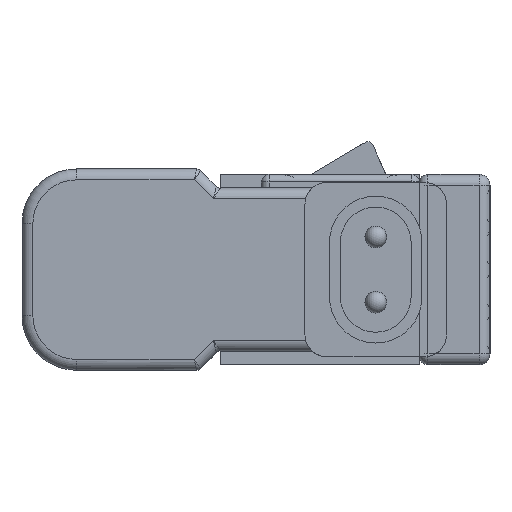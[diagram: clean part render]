
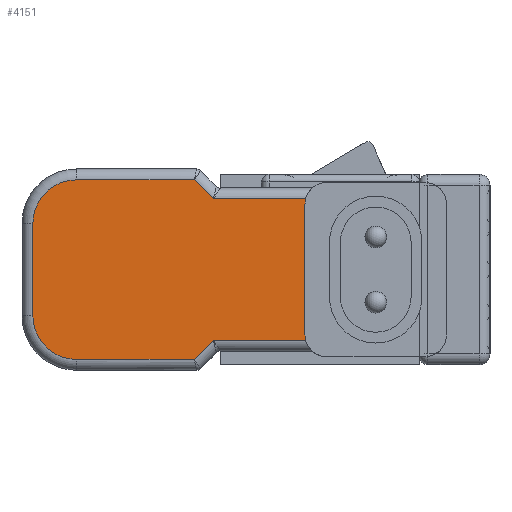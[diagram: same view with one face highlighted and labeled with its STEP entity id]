
A CAD part, left-side view. The second image highlights one B-rep face of the part: STEP entity #4151.
In plain terms, the highlighted planar face has unit normal (-1, 0, 0).
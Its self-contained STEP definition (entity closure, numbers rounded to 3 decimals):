
#175 = DIRECTION ( 'NONE',  ( 0., -0.707, 0.707 ) ) ;
#224 = FACE_OUTER_BOUND ( 'NONE', #7007, .T. ) ;
#292 = AXIS2_PLACEMENT_3D ( 'NONE', #4687, #2603, #7451 ) ;
#357 = LINE ( 'NONE', #3863, #7350 ) ;
#379 = AXIS2_PLACEMENT_3D ( 'NONE', #2384, #7249, #3077 ) ;
#392 = VERTEX_POINT ( 'NONE', #6169 ) ;
#429 = ORIENTED_EDGE ( 'NONE', *, *, #2045, .T. ) ;
#486 = ORIENTED_EDGE ( 'NONE', *, *, #8544, .T. ) ;
#547 = VERTEX_POINT ( 'NONE', #5994 ) ;
#618 = CIRCLE ( 'NONE', #5998, 2. ) ;
#666 = DIRECTION ( 'NONE',  ( 0., 0., -1. ) ) ;
#771 = LINE ( 'NONE', #9006, #4316 ) ;
#811 = EDGE_CURVE ( 'NONE', #3640, #3113, #618, .T. ) ;
#849 = CARTESIAN_POINT ( 'NONE',  ( -182.5, 25.707, -6.793 ) ) ;
#918 = EDGE_CURVE ( 'NONE', #547, #4935, #5345, .T. ) ;
#930 = EDGE_CURVE ( 'NONE', #3016, #547, #7169, .T. ) ;
#962 = VERTEX_POINT ( 'NONE', #2080 ) ;
#1029 = DIRECTION ( 'NONE',  ( 0., -1., 0. ) ) ;
#1089 = DIRECTION ( 'NONE',  ( 0., 1., 0. ) ) ;
#1339 = DIRECTION ( 'NONE',  ( 0., 0., -1. ) ) ;
#1527 = DIRECTION ( 'NONE',  ( 0., 1., 0. ) ) ;
#1566 = CARTESIAN_POINT ( 'NONE',  ( -182.5, 0., 6.5 ) ) ;
#1610 = CARTESIAN_POINT ( 'NONE',  ( -182.5, 42., -4.25 ) ) ;
#1806 = VERTEX_POINT ( 'NONE', #1610 ) ;
#2045 = EDGE_CURVE ( 'NONE', #7004, #392, #7468, .T. ) ;
#2055 = AXIS2_PLACEMENT_3D ( 'NONE', #2411, #2600, #2635 ) ;
#2080 = CARTESIAN_POINT ( 'NONE',  ( -182.5, 38., 8.25 ) ) ;
#2081 = ORIENTED_EDGE ( 'NONE', *, *, #2519, .T. ) ;
#2125 = CARTESIAN_POINT ( 'NONE',  ( -182.5, 42., 4.25 ) ) ;
#2384 = CARTESIAN_POINT ( 'NONE',  ( -182.5, 38., 4.25 ) ) ;
#2411 = CARTESIAN_POINT ( 'NONE',  ( -182.5, 15., 6. ) ) ;
#2519 = EDGE_CURVE ( 'NONE', #4935, #5365, #4984, .T. ) ;
#2600 = DIRECTION ( 'NONE',  ( 1., 0., 0. ) ) ;
#2603 = DIRECTION ( 'NONE',  ( -1., 0., 0. ) ) ;
#2635 = DIRECTION ( 'NONE',  ( 0., 0., 1. ) ) ;
#2651 = EDGE_CURVE ( 'NONE', #392, #3640, #357, .T. ) ;
#2828 = CARTESIAN_POINT ( 'NONE',  ( -182.5, 26.75, -8.25 ) ) ;
#2893 = VERTEX_POINT ( 'NONE', #7572 ) ;
#2908 = CARTESIAN_POINT ( 'NONE',  ( -182.5, 25.414, 6.5 ) ) ;
#2960 = CARTESIAN_POINT ( 'NONE',  ( -182.5, 27.457, 8.543 ) ) ;
#2966 = VERTEX_POINT ( 'NONE', #2125 ) ;
#2988 = EDGE_CURVE ( 'NONE', #2893, #7004, #8392, .T. ) ;
#3016 = VERTEX_POINT ( 'NONE', #8431 ) ;
#3077 = DIRECTION ( 'NONE',  ( 0., 0., 1. ) ) ;
#3113 = VERTEX_POINT ( 'NONE', #7186 ) ;
#3139 = ORIENTED_EDGE ( 'NONE', *, *, #6612, .T. ) ;
#3309 = VECTOR ( 'NONE', #3570, 1000. ) ;
#3570 = DIRECTION ( 'NONE',  ( 0., -1., 0. ) ) ;
#3571 = DIRECTION ( 'NONE',  ( -1., 0., 0. ) ) ;
#3590 = CIRCLE ( 'NONE', #4211, 4. ) ;
#3640 = VERTEX_POINT ( 'NONE', #7573 ) ;
#3744 = ORIENTED_EDGE ( 'NONE', *, *, #811, .T. ) ;
#3781 = VECTOR ( 'NONE', #175, 1000. ) ;
#3863 = CARTESIAN_POINT ( 'NONE',  ( -182.5, 0., -6.5 ) ) ;
#4151 = ADVANCED_FACE ( 'NONE', ( #224 ), #7422, .T. ) ;
#4211 = AXIS2_PLACEMENT_3D ( 'NONE', #7719, #3571, #8399 ) ;
#4299 = EDGE_CURVE ( 'NONE', #2966, #1806, #771, .T. ) ;
#4316 = VECTOR ( 'NONE', #666, 1000. ) ;
#4512 = ORIENTED_EDGE ( 'NONE', *, *, #918, .T. ) ;
#4687 = CARTESIAN_POINT ( 'NONE',  ( -182.5, 0., 0. ) ) ;
#4704 = VECTOR ( 'NONE', #1339, 1000. ) ;
#4935 = VERTEX_POINT ( 'NONE', #2908 ) ;
#4984 = LINE ( 'NONE', #2960, #8620 ) ;
#5132 = LINE ( 'NONE', #7584, #4704 ) ;
#5197 = ORIENTED_EDGE ( 'NONE', *, *, #930, .T. ) ;
#5231 = EDGE_CURVE ( 'NONE', #5365, #962, #7521, .T. ) ;
#5345 = LINE ( 'NONE', #1566, #8985 ) ;
#5365 = VERTEX_POINT ( 'NONE', #8957 ) ;
#5614 = ORIENTED_EDGE ( 'NONE', *, *, #4299, .T. ) ;
#5696 = ORIENTED_EDGE ( 'NONE', *, *, #7616, .F. ) ;
#5836 = ORIENTED_EDGE ( 'NONE', *, *, #2988, .T. ) ;
#5968 = CARTESIAN_POINT ( 'NONE',  ( -182.5, 38., 8.25 ) ) ;
#5994 = CARTESIAN_POINT ( 'NONE',  ( -182.5, 16.936, 6.5 ) ) ;
#5998 = AXIS2_PLACEMENT_3D ( 'NONE', #6222, #8460, #6746 ) ;
#6085 = CIRCLE ( 'NONE', #379, 4. ) ;
#6169 = CARTESIAN_POINT ( 'NONE',  ( -182.5, 25.414, -6.5 ) ) ;
#6222 = CARTESIAN_POINT ( 'NONE',  ( -182.5, 15., -6. ) ) ;
#6612 = EDGE_CURVE ( 'NONE', #1806, #2893, #3590, .T. ) ;
#6746 = DIRECTION ( 'NONE',  ( 0., 0., 1. ) ) ;
#7004 = VERTEX_POINT ( 'NONE', #7563 ) ;
#7007 = EDGE_LOOP ( 'NONE', ( #9026, #3744, #5696, #5197, #4512, #2081, #8421, #486, #5614, #3139, #5836, #429 ) ) ;
#7169 = CIRCLE ( 'NONE', #2055, 2. ) ;
#7186 = CARTESIAN_POINT ( 'NONE',  ( -182.5, 17., -6. ) ) ;
#7249 = DIRECTION ( 'NONE',  ( -1., 0., 0. ) ) ;
#7315 = VECTOR ( 'NONE', #1089, 1000. ) ;
#7350 = VECTOR ( 'NONE', #1029, 1000. ) ;
#7422 = PLANE ( 'NONE',  #292 ) ;
#7451 = DIRECTION ( 'NONE',  ( 0., 0., 1. ) ) ;
#7468 = LINE ( 'NONE', #849, #3781 ) ;
#7521 = LINE ( 'NONE', #5968, #7315 ) ;
#7563 = CARTESIAN_POINT ( 'NONE',  ( -182.5, 27.164, -8.25 ) ) ;
#7572 = CARTESIAN_POINT ( 'NONE',  ( -182.5, 38., -8.25 ) ) ;
#7573 = CARTESIAN_POINT ( 'NONE',  ( -182.5, 16.936, -6.5 ) ) ;
#7584 = CARTESIAN_POINT ( 'NONE',  ( -182.5, 17., 8. ) ) ;
#7616 = EDGE_CURVE ( 'NONE', #3016, #3113, #5132, .T. ) ;
#7719 = CARTESIAN_POINT ( 'NONE',  ( -182.5, 38., -4.25 ) ) ;
#7822 = DIRECTION ( 'NONE',  ( 0., 0.707, 0.707 ) ) ;
#8392 = LINE ( 'NONE', #2828, #3309 ) ;
#8399 = DIRECTION ( 'NONE',  ( 0., 0., 1. ) ) ;
#8421 = ORIENTED_EDGE ( 'NONE', *, *, #5231, .T. ) ;
#8431 = CARTESIAN_POINT ( 'NONE',  ( -182.5, 17., 6. ) ) ;
#8460 = DIRECTION ( 'NONE',  ( 1., 0., 0. ) ) ;
#8544 = EDGE_CURVE ( 'NONE', #962, #2966, #6085, .T. ) ;
#8620 = VECTOR ( 'NONE', #7822, 1000. ) ;
#8957 = CARTESIAN_POINT ( 'NONE',  ( -182.5, 27.164, 8.25 ) ) ;
#8985 = VECTOR ( 'NONE', #1527, 1000. ) ;
#9006 = CARTESIAN_POINT ( 'NONE',  ( -182.5, 42., 0. ) ) ;
#9026 = ORIENTED_EDGE ( 'NONE', *, *, #2651, .T. ) ;
